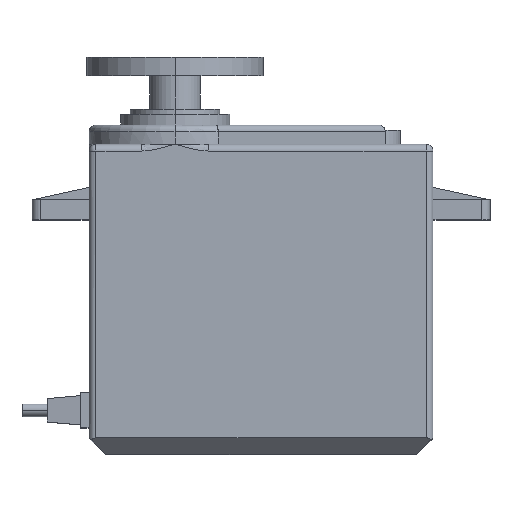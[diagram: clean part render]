
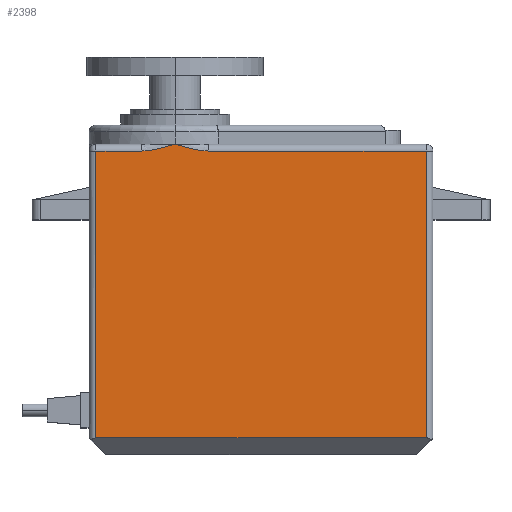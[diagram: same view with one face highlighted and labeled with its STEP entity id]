
A CAD part, top view. The second image highlights one B-rep face of the part: STEP entity #2398.
In plain terms, the highlighted planar face has unit normal (0, 0, 1).
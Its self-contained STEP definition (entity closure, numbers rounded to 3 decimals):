
#113 = CARTESIAN_POINT ( 'NONE',  ( -14.22, 36.2, 10.25 ) ) ;
#123 = CARTESIAN_POINT ( 'NONE',  ( -19.7, 36.2, 10.25 ) ) ;
#167 = ORIENTED_EDGE ( 'NONE', *, *, #1572, .T. ) ;
#323 = PLANE ( 'NONE',  #1421 ) ;
#339 = DIRECTION ( 'NONE',  ( -1., 0., 0. ) ) ;
#441 = EDGE_CURVE ( 'NONE', #3103, #3587, #885, .T. ) ;
#571 = CARTESIAN_POINT ( 'NONE',  ( 19.7, 37., 10.25 ) ) ;
#577 = CARTESIAN_POINT ( 'NONE',  ( -6.621, 36.2, 10.25 ) ) ;
#830 = DIRECTION ( 'NONE',  ( -1., 0., 0. ) ) ;
#873 = CARTESIAN_POINT ( 'NONE',  ( -10.901, 36.811, 10.25 ) ) ;
#885 = LINE ( 'NONE', #123, #3767 ) ;
#917 = DIRECTION ( 'NONE',  ( 0., 0., -1. ) ) ;
#1046 = CARTESIAN_POINT ( 'NONE',  ( -10.25, 36.2, 10.25 ) ) ;
#1079 = CARTESIAN_POINT ( 'NONE',  ( -20.5, 2., 10.25 ) ) ;
#1183 = VECTOR ( 'NONE', #1382, 1000. ) ;
#1187 = CARTESIAN_POINT ( 'NONE',  ( -19.7, 2., 10.25 ) ) ;
#1224 = EDGE_CURVE ( 'NONE', #1559, #3103, #3508, .T. ) ;
#1254 = CARTESIAN_POINT ( 'NONE',  ( -10.25, 37., 10.25 ) ) ;
#1351 = CARTESIAN_POINT ( 'NONE',  ( 19.7, 2., 10.25 ) ) ;
#1382 = DIRECTION ( 'NONE',  ( 0., -1., 0. ) ) ;
#1421 = AXIS2_PLACEMENT_3D ( 'NONE', #4779, #917, #3249 ) ;
#1493 = CARTESIAN_POINT ( 'NONE',  ( -9.926, 36.906, 10.25 ) ) ;
#1518 = CARTESIAN_POINT ( 'NONE',  ( -10.25, 37., 10.25 ) ) ;
#1559 = VERTEX_POINT ( 'NONE', #3948 ) ;
#1572 = EDGE_CURVE ( 'NONE', #3402, #2860, #2739, .T. ) ;
#1582 = ORIENTED_EDGE ( 'NONE', *, *, #441, .T. ) ;
#1659 = CARTESIAN_POINT ( 'NONE',  ( -14.22, 36.2, 10.25 ) ) ;
#1692 = ORIENTED_EDGE ( 'NONE', *, *, #3566, .T. ) ;
#1709 = CARTESIAN_POINT ( 'NONE',  ( -12.874, 36.328, 10.25 ) ) ;
#1826 = LINE ( 'NONE', #5003, #1183 ) ;
#1860 = EDGE_CURVE ( 'NONE', #1864, #3402, #3025, .T. ) ;
#1864 = VERTEX_POINT ( 'NONE', #1351 ) ;
#2007 = VECTOR ( 'NONE', #2167, 1000. ) ;
#2095 = EDGE_LOOP ( 'NONE', ( #2844, #1582, #2327, #4202, #4858, #167, #1692 ) ) ;
#2153 = CARTESIAN_POINT ( 'NONE',  ( -7.626, 36.328, 10.25 ) ) ;
#2167 = DIRECTION ( 'NONE',  ( 0., 1., 0. ) ) ;
#2256 = VECTOR ( 'NONE', #2907, 1000. ) ;
#2327 = ORIENTED_EDGE ( 'NONE', *, *, #3862, .T. ) ;
#2398 = ADVANCED_FACE ( 'NONE', ( #4357 ), #323, .F. ) ;
#2481 = CARTESIAN_POINT ( 'NONE',  ( -11.553, 36.62, 10.25 ) ) ;
#2739 = LINE ( 'NONE', #1046, #5165 ) ;
#2790 = CARTESIAN_POINT ( 'NONE',  ( -19.7, 36.2, 10.25 ) ) ;
#2844 = ORIENTED_EDGE ( 'NONE', *, *, #1224, .T. ) ;
#2860 = VERTEX_POINT ( 'NONE', #4855 ) ;
#2907 = DIRECTION ( 'NONE',  ( 1., 0., 0. ) ) ;
#2956 = CARTESIAN_POINT ( 'NONE',  ( -6.28, 36.2, 10.25 ) ) ;
#2986 = VERTEX_POINT ( 'NONE', #1187 ) ;
#3025 = LINE ( 'NONE', #571, #2007 ) ;
#3103 = VERTEX_POINT ( 'NONE', #1659 ) ;
#3111 = CARTESIAN_POINT ( 'NONE',  ( -8.946, 36.63, 10.25 ) ) ;
#3187 = LINE ( 'NONE', #1079, #2256 ) ;
#3249 = DIRECTION ( 'NONE',  ( -1., 0., 0. ) ) ;
#3276 = CARTESIAN_POINT ( 'NONE',  ( 19.7, 36.2, 10.25 ) ) ;
#3293 = EDGE_CURVE ( 'NONE', #2986, #1864, #3187, .T. ) ;
#3402 = VERTEX_POINT ( 'NONE', #3276 ) ;
#3508 = B_SPLINE_CURVE_WITH_KNOTS ( 'NONE', 3,
 ( #1254, #873, #2481, #3682, #1709, #3626, #4898, #113 ),
 .UNSPECIFIED., .F., .F.,
 ( 4, 2, 2, 4 ),
 ( 0., 0.002, 0.003, 0.004 ),
 .UNSPECIFIED. ) ;
#3566 = EDGE_CURVE ( 'NONE', #2860, #1559, #3804, .T. ) ;
#3587 = VERTEX_POINT ( 'NONE', #2790 ) ;
#3626 = CARTESIAN_POINT ( 'NONE',  ( -13.542, 36.231, 10.25 ) ) ;
#3682 = CARTESIAN_POINT ( 'NONE',  ( -12.543, 36.393, 10.25 ) ) ;
#3767 = VECTOR ( 'NONE', #830, 1000. ) ;
#3785 = CARTESIAN_POINT ( 'NONE',  ( -7.957, 36.393, 10.25 ) ) ;
#3804 = B_SPLINE_CURVE_WITH_KNOTS ( 'NONE', 3,
 ( #2956, #577, #4586, #2153, #3785, #4321, #3111, #4741, #1493, #1518 ),
 .UNSPECIFIED., .F., .F.,
 ( 4, 2, 2, 2, 4 ),
 ( 0., 0.001, 0.002, 0.003, 0.004 ),
 .UNSPECIFIED. ) ;
#3862 = EDGE_CURVE ( 'NONE', #3587, #2986, #1826, .T. ) ;
#3948 = CARTESIAN_POINT ( 'NONE',  ( -10.25, 37., 10.25 ) ) ;
#4202 = ORIENTED_EDGE ( 'NONE', *, *, #3293, .T. ) ;
#4321 = CARTESIAN_POINT ( 'NONE',  ( -8.617, 36.545, 10.25 ) ) ;
#4357 = FACE_OUTER_BOUND ( 'NONE', #2095, .T. ) ;
#4586 = CARTESIAN_POINT ( 'NONE',  ( -6.958, 36.231, 10.25 ) ) ;
#4741 = CARTESIAN_POINT ( 'NONE',  ( -9.599, 36.811, 10.25 ) ) ;
#4779 = CARTESIAN_POINT ( 'NONE',  ( -20.5, 37., 10.25 ) ) ;
#4855 = CARTESIAN_POINT ( 'NONE',  ( -6.28, 36.2, 10.25 ) ) ;
#4858 = ORIENTED_EDGE ( 'NONE', *, *, #1860, .T. ) ;
#4898 = CARTESIAN_POINT ( 'NONE',  ( -13.879, 36.2, 10.25 ) ) ;
#5003 = CARTESIAN_POINT ( 'NONE',  ( -19.7, 37., 10.25 ) ) ;
#5165 = VECTOR ( 'NONE', #339, 1000. ) ;
